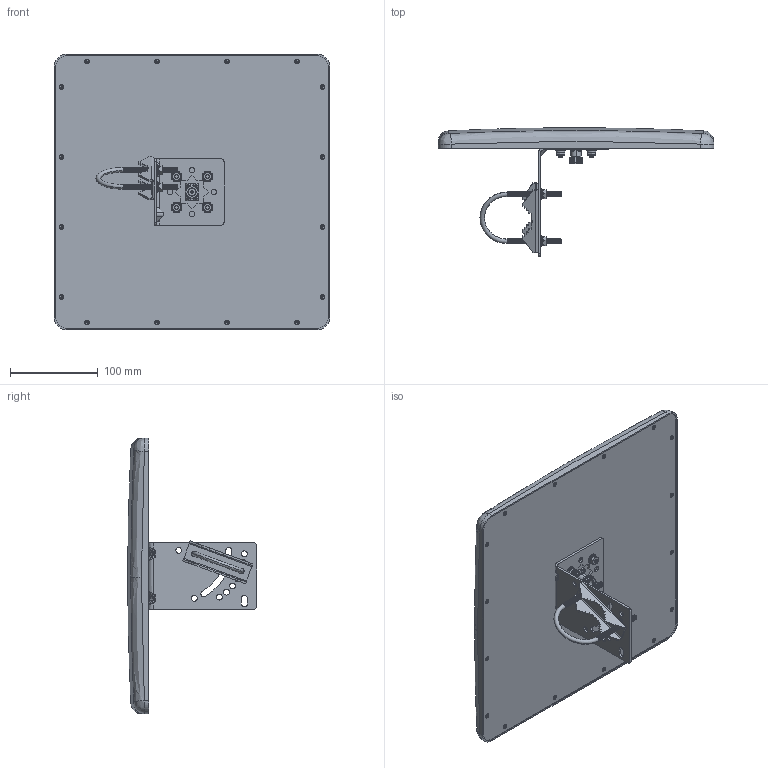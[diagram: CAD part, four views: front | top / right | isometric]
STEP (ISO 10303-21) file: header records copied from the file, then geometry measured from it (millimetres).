
FILE_DESCRIPTION (( 'STEP AP214' ), '1' );
FILE_NAME ('HG4958-23P.STEP', '2012-11-09T15:22:39', ( '' ), ( '' ), 'SwSTEP 2.0', 'SolidWorks 2012', '' );
FILE_SCHEMA (( 'AUTOMOTIVE_DESIGN' ));
Length unit declared in the file: inch
Products named in the file (6): HG4958-23P_Mount Hardware; HG4958-23P_Ubolt; H4958-23P_Swivel-L-Bracket; HG4958-23P_BackPlate; HG4958-23P
Assembly tree (5 placements, depth 3):
  HG4958-23P
    HG4958-23P
    HG4958-23P_BackPlate
    HG4958-23P_Mount Hardware
      H4958-23P_Swivel-L-Bracket
      HG4958-23P_Ubolt
Bounding box: 315 x 147.69 x 315 mm (x, y, z)
Volume: 556355.1 mm3; surface area: 504300.3 mm2
Topology: 5 solids, 5 shells, 1847 faces, 4338 edges, 2588 vertices
Faces by surface type: cone 848, plane 621, cylinder 235, bspline 85, torus 58
Entity records: 81140 total; most frequent: CARTESIAN_POINT 15976, DIRECTION 8820, ORIENTED_EDGE 8652, EDGE_CURVE 4326, AXIS2_PLACEMENT_3D 3242, VERTEX_POINT 2588, LINE 2336, VECTOR 2336
